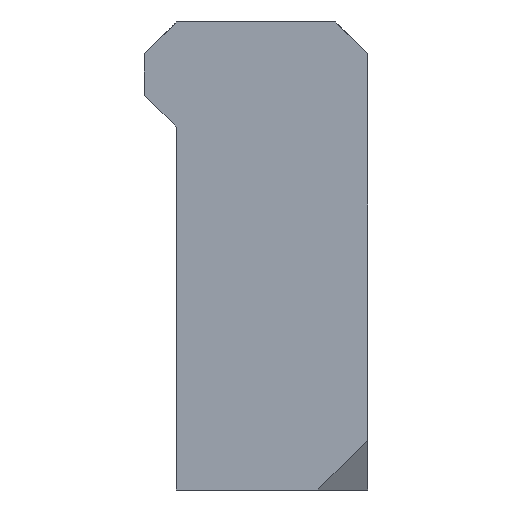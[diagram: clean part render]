
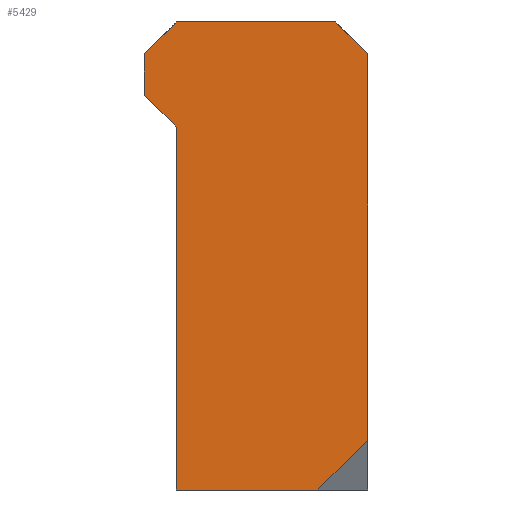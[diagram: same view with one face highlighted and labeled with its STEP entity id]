
A CAD part, front view. The second image highlights one B-rep face of the part: STEP entity #5429.
In plain terms, the highlighted planar face has unit normal (0, -1, 0).
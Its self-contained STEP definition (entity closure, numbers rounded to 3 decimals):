
#589=FACE_OUTER_BOUND('',#885,.T.);
#885=EDGE_LOOP('',(#4878,#4879,#4880,#4881,#4882,#4883,#4884,#4885,#4886));
#1096=LINE('',#7683,#1676);
#1390=LINE('',#9124,#1970);
#1393=LINE('',#9130,#1973);
#1395=LINE('',#9134,#1975);
#1430=LINE('',#9227,#2010);
#1431=LINE('',#9230,#2011);
#1438=LINE('',#9244,#2018);
#1465=LINE('',#9300,#2045);
#1466=LINE('',#9302,#2046);
#1676=VECTOR('',#6260,10.);
#1970=VECTOR('',#6974,10.);
#1973=VECTOR('',#6979,10.);
#1975=VECTOR('',#6983,10.);
#2010=VECTOR('',#7070,10.);
#2011=VECTOR('',#7073,10.);
#2018=VECTOR('',#7084,10.);
#2045=VECTOR('',#7161,10.);
#2046=VECTOR('',#7164,10.);
#2233=VERTEX_POINT('',#7680);
#2234=VERTEX_POINT('',#7682);
#2540=VERTEX_POINT('',#9121);
#2541=VERTEX_POINT('',#9123);
#2542=VERTEX_POINT('',#9127);
#2543=VERTEX_POINT('',#9129);
#2544=VERTEX_POINT('',#9133);
#2576=VERTEX_POINT('',#9225);
#2577=VERTEX_POINT('',#9229);
#2821=EDGE_CURVE('',#2234,#2233,#1096,.T.);
#3277=EDGE_CURVE('',#2540,#2541,#1390,.T.);
#3280=EDGE_CURVE('',#2542,#2543,#1393,.T.);
#3282=EDGE_CURVE('',#2544,#2543,#1395,.T.);
#3329=EDGE_CURVE('',#2542,#2576,#1430,.T.);
#3330=EDGE_CURVE('',#2577,#2576,#1431,.T.);
#3337=EDGE_CURVE('',#2577,#2541,#1438,.T.);
#3365=EDGE_CURVE('',#2234,#2540,#1465,.T.);
#3366=EDGE_CURVE('',#2544,#2233,#1466,.T.);
#4878=ORIENTED_EDGE('',*,*,#3365,.F.);
#4879=ORIENTED_EDGE('',*,*,#2821,.T.);
#4880=ORIENTED_EDGE('',*,*,#3366,.F.);
#4881=ORIENTED_EDGE('',*,*,#3282,.T.);
#4882=ORIENTED_EDGE('',*,*,#3280,.F.);
#4883=ORIENTED_EDGE('',*,*,#3329,.T.);
#4884=ORIENTED_EDGE('',*,*,#3330,.F.);
#4885=ORIENTED_EDGE('',*,*,#3337,.T.);
#4886=ORIENTED_EDGE('',*,*,#3277,.F.);
#5153=PLANE('',#5839);
#5429=ADVANCED_FACE('',(#589),#5153,.T.);
#5839=AXIS2_PLACEMENT_3D('',#9301,#7162,#7163);
#6260=DIRECTION('',(0.,0.,1.));
#6974=DIRECTION('',(-1.,0.,0.));
#6979=DIRECTION('',(0.707,0.,0.707));
#6983=DIRECTION('',(-1.,0.,0.));
#7070=DIRECTION('',(0.,0.,-1.));
#7073=DIRECTION('',(-0.707,0.,0.707));
#7084=DIRECTION('',(0.,0.,-1.));
#7161=DIRECTION('',(-0.707,0.,-0.707));
#7162=DIRECTION('center_axis',(0.,-1.,0.));
#7163=DIRECTION('ref_axis',(1.,0.,0.));
#7164=DIRECTION('',(0.707,0.,-0.707));
#7680=CARTESIAN_POINT('',(-8.5,-16.25,13.8));
#7682=CARTESIAN_POINT('',(-8.5,-16.25,-5.6));
#7683=CARTESIAN_POINT('',(-8.5,-16.25,15.4));
#9121=CARTESIAN_POINT('',(-11.,-16.25,-8.1));
#9123=CARTESIAN_POINT('',(-18.1,-16.25,-8.1));
#9124=CARTESIAN_POINT('',(-8.5,-16.25,-8.1));
#9127=CARTESIAN_POINT('',(-19.7,-16.25,13.8));
#9129=CARTESIAN_POINT('',(-18.1,-16.25,15.4));
#9130=CARTESIAN_POINT('',(-20.625,-16.25,12.875));
#9133=CARTESIAN_POINT('',(-10.1,-16.25,15.4));
#9134=CARTESIAN_POINT('',(-19.7,-16.25,15.4));
#9225=CARTESIAN_POINT('',(-19.7,-16.25,11.725));
#9227=CARTESIAN_POINT('',(-19.7,-16.25,-9.5));
#9229=CARTESIAN_POINT('',(-18.1,-16.25,10.125));
#9230=CARTESIAN_POINT('',(-15.719,-16.25,7.744));
#9244=CARTESIAN_POINT('',(-18.1,-16.25,1.025));
#9300=CARTESIAN_POINT('',(-8.4,-16.25,-5.5));
#9301=CARTESIAN_POINT('Origin',(-14.1,-16.25,2.9));
#9302=CARTESIAN_POINT('',(-7.575,-16.25,12.875));
